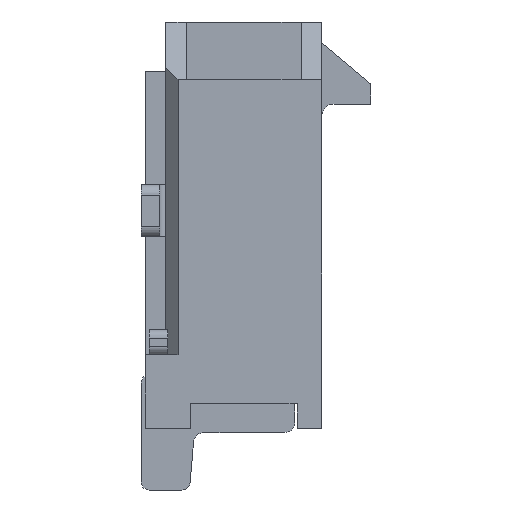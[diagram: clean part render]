
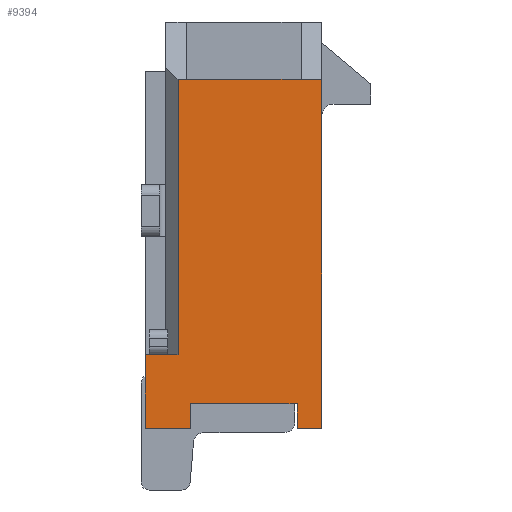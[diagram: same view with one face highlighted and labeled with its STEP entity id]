
A CAD part, left-side view. The second image highlights one B-rep face of the part: STEP entity #9394.
In plain terms, the highlighted planar face has unit normal (-1, 0, 0).
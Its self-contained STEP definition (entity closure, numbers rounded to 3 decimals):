
#480=DIRECTION('',(0.,-1.,0.));
#481=VECTOR('',#480,0.2);
#482=CARTESIAN_POINT('',(-2.925,6.649,-9.));
#483=LINE('',#482,#481);
#516=DIRECTION('',(0.,-1.,0.));
#517=VECTOR('',#516,0.5);
#518=CARTESIAN_POINT('',(-2.925,3.649,-9.));
#519=LINE('',#518,#517);
#2675=DIRECTION('',(0.,0.,1.));
#2676=VECTOR('',#2675,6.7);
#2677=CARTESIAN_POINT('',(-2.925,6.649,-15.7));
#2678=LINE('',#2677,#2676);
#2683=DIRECTION('',(0.,0.,1.));
#2684=VECTOR('',#2683,8.5);
#2685=CARTESIAN_POINT('',(-2.925,3.149,-17.5));
#2686=LINE('',#2685,#2684);
#2687=DIRECTION('',(0.,-1.,0.));
#2688=VECTOR('',#2687,0.6);
#2689=CARTESIAN_POINT('',(-2.925,3.749,-17.5));
#2690=LINE('',#2689,#2688);
#2691=DIRECTION('',(0.,0.,-1.));
#2692=VECTOR('',#2691,0.6);
#2693=CARTESIAN_POINT('',(-2.925,3.749,-16.9));
#2694=LINE('',#2693,#2692);
#2695=DIRECTION('',(0.,-1.,0.));
#2696=VECTOR('',#2695,2.6);
#2697=CARTESIAN_POINT('',(-2.925,6.349,-16.9));
#2698=LINE('',#2697,#2696);
#2699=DIRECTION('',(0.,0.,1.));
#2700=VECTOR('',#2699,0.6);
#2701=CARTESIAN_POINT('',(-2.925,6.349,-17.5));
#2702=LINE('',#2701,#2700);
#2703=DIRECTION('',(0.,1.,0.));
#2704=VECTOR('',#2703,0.8);
#2705=CARTESIAN_POINT('',(-2.925,6.649,-15.7));
#2706=LINE('',#2705,#2704);
#2707=DIRECTION('',(0.,-1.,0.));
#2708=VECTOR('',#2707,2.8);
#2709=CARTESIAN_POINT('',(-2.925,6.449,-9.));
#2710=LINE('',#2709,#2708);
#2911=DIRECTION('',(0.,-1.,0.));
#2912=VECTOR('',#2911,1.1);
#2913=CARTESIAN_POINT('',(-2.925,7.449,-17.5));
#2914=LINE('',#2913,#2912);
#2923=DIRECTION('',(0.,0.,1.));
#2924=VECTOR('',#2923,1.8);
#2925=CARTESIAN_POINT('',(-2.925,7.449,-17.5));
#2926=LINE('',#2925,#2924);
#4665=CARTESIAN_POINT('',(-2.925,3.149,-17.5));
#4666=VERTEX_POINT('',#4665);
#4667=CARTESIAN_POINT('',(-2.925,3.149,-9.));
#4668=VERTEX_POINT('',#4667);
#4701=CARTESIAN_POINT('',(-2.925,3.749,-17.5));
#4702=VERTEX_POINT('',#4701);
#4841=CARTESIAN_POINT('',(-2.925,3.749,-16.9));
#4842=VERTEX_POINT('',#4841);
#4905=CARTESIAN_POINT('',(-2.925,6.349,-16.9));
#4906=VERTEX_POINT('',#4905);
#4951=CARTESIAN_POINT('',(-2.925,6.349,-17.5));
#4952=VERTEX_POINT('',#4951);
#5017=CARTESIAN_POINT('',(-2.925,6.649,-15.7));
#5018=CARTESIAN_POINT('',(-2.925,7.449,-15.7));
#5019=VERTEX_POINT('',#5017);
#5020=VERTEX_POINT('',#5018);
#5027=CARTESIAN_POINT('',(-2.925,6.649,-9.));
#5028=CARTESIAN_POINT('',(-2.925,6.449,-9.));
#5029=VERTEX_POINT('',#5027);
#5030=VERTEX_POINT('',#5028);
#5031=CARTESIAN_POINT('',(-2.925,3.649,-9.));
#5032=VERTEX_POINT('',#5031);
#5033=CARTESIAN_POINT('',(-2.925,7.449,-17.5));
#5034=VERTEX_POINT('',#5033);
#9369=CARTESIAN_POINT('',(-2.925,5.299,-13.25));
#9370=DIRECTION('',(1.,0.,0.));
#9371=DIRECTION('',(0.,1.,0.));
#9372=AXIS2_PLACEMENT_3D('',#9369,#9370,#9371);
#9373=PLANE('',#9372);
#9374=ORIENTED_EDGE('',*,*,#6224,.T.);
#9376=ORIENTED_EDGE('',*,*,#9375,.T.);
#9377=ORIENTED_EDGE('',*,*,#6282,.T.);
#9378=ORIENTED_EDGE('',*,*,#6350,.F.);
#9380=ORIENTED_EDGE('',*,*,#9379,.F.);
#9381=ORIENTED_EDGE('',*,*,#5559,.F.);
#9383=ORIENTED_EDGE('',*,*,#9382,.F.);
#9385=ORIENTED_EDGE('',*,*,#9384,.F.);
#9387=ORIENTED_EDGE('',*,*,#9386,.F.);
#9389=ORIENTED_EDGE('',*,*,#9388,.T.);
#9390=ORIENTED_EDGE('',*,*,#9184,.F.);
#9391=ORIENTED_EDGE('',*,*,#9361,.T.);
#9392=EDGE_LOOP('',(#9374,#9376,#9377,#9378,#9380,#9381,#9383,#9385,#9387,#9389,
#9390,#9391));
#9393=FACE_OUTER_BOUND('',#9392,.F.);
#5559=EDGE_CURVE('',#4842,#4702,#2694,.T.);
#6224=EDGE_CURVE('',#5029,#5030,#483,.T.);
#6282=EDGE_CURVE('',#5032,#4668,#519,.T.);
#6350=EDGE_CURVE('',#4666,#4668,#2686,.T.);
#9184=EDGE_CURVE('',#5019,#5020,#2706,.T.);
#9361=EDGE_CURVE('',#5019,#5029,#2678,.T.);
#9375=EDGE_CURVE('',#5030,#5032,#2710,.T.);
#9379=EDGE_CURVE('',#4702,#4666,#2690,.T.);
#9382=EDGE_CURVE('',#4906,#4842,#2698,.T.);
#9384=EDGE_CURVE('',#4952,#4906,#2702,.T.);
#9386=EDGE_CURVE('',#5034,#4952,#2914,.T.);
#9388=EDGE_CURVE('',#5034,#5020,#2926,.T.);
#9394=ADVANCED_FACE('',(#9393),#9373,.F.);
